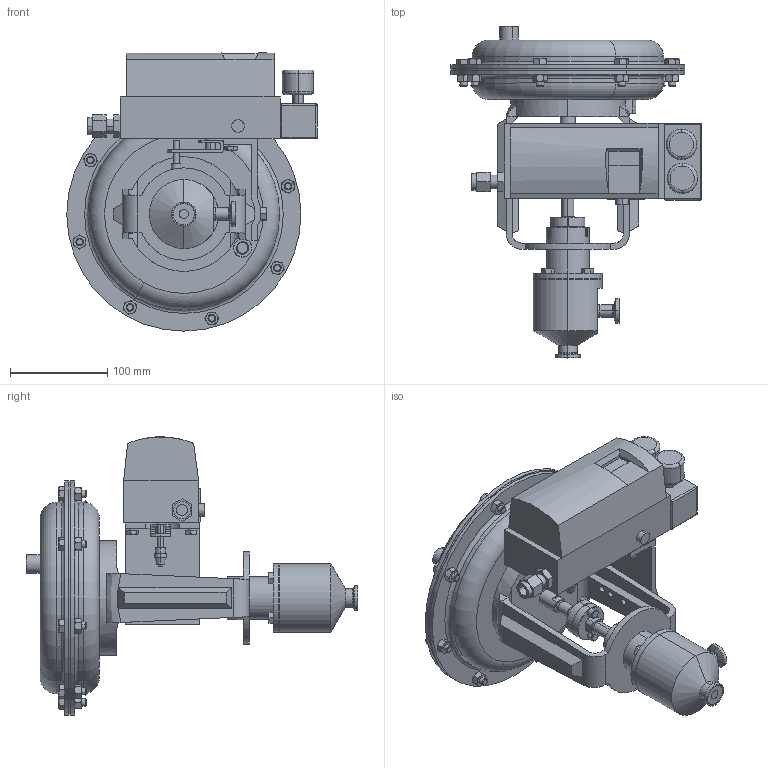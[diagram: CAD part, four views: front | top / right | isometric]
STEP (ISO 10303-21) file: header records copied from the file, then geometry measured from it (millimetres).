
FILE_DESCRIPTION (( 'STEP AP203' ), '1' );
FILE_NAME ('978ESP-050-JD-35M-16IQ.STEP', '2017-06-12T10:59:12', ( '' ), ( '' ), 'SwSTEP 2.0', 'SolidWorks 2014', '' );
FILE_SCHEMA (( 'CONFIG_CONTROL_DESIGN' ));
Length unit declared in the file: inch
Products named in the file (2): 978ESP-050-JD-35M-16IQ
Bounding box: 258.03 x 342 x 286.74 mm (x, y, z)
Volume: 3986177.4 mm3; surface area: 364673.9 mm2
Topology: 2 solids, 3 shells, 857 faces, 1989 edges, 1224 vertices
Faces by surface type: plane 378, cone 257, cylinder 190, torus 26, bspline 4, sphere 2
Entity records: 26004 total; most frequent: CARTESIAN_POINT 6711, ORIENTED_EDGE 3970, DIRECTION 3959, EDGE_CURVE 1985, AXIS2_PLACEMENT_3D 1554, VERTEX_POINT 1224, EDGE_LOOP 961, FACE_OUTER_BOUND 857
